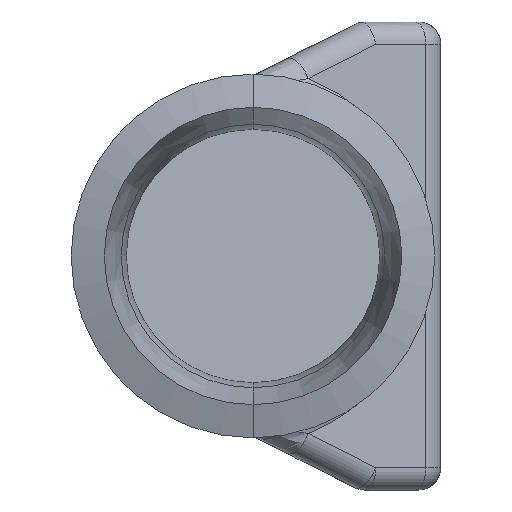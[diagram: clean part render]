
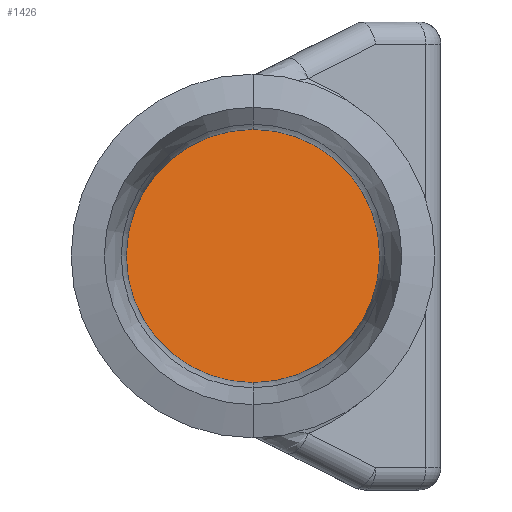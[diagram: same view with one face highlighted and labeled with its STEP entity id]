
A CAD part, left-side view. The second image highlights one B-rep face of the part: STEP entity #1426.
In plain terms, the highlighted planar face has unit normal (-0.866, -0.5, 0).
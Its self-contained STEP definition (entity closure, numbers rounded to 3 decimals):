
#26 = CARTESIAN_POINT ( 'NONE',  ( 26.919, 8.5, 4.25 ) ) ;
#74 = EDGE_LOOP ( 'NONE', ( #281, #292 ) ) ;
#128 = CARTESIAN_POINT ( 'NONE',  ( 31.826, 0., 4.25 ) ) ;
#243 = EDGE_CURVE ( 'NONE', #1366, #841, #500, .T. ) ;
#281 = ORIENTED_EDGE ( 'NONE', *, *, #1284, .T. ) ;
#292 = ORIENTED_EDGE ( 'NONE', *, *, #243, .T. ) ;
#375 = DIRECTION ( 'NONE',  ( -0.866, -0.5, 0. ) ) ;
#403 = FACE_OUTER_BOUND ( 'NONE', #74, .T. ) ;
#423 = CARTESIAN_POINT ( 'NONE',  ( 31.826, 0., -4.25 ) ) ;
#500 =( BOUNDED_CURVE ( )  B_SPLINE_CURVE ( 3, ( #1846, #1705, #1001, #128 ),
 .UNSPECIFIED., .F., .T. ) 
 B_SPLINE_CURVE_WITH_KNOTS ( ( 4, 4 ),
 ( 1.571, 4.712 ),
 .UNSPECIFIED. ) 
 CURVE ( )  GEOMETRIC_REPRESENTATION_ITEM ( )  RATIONAL_B_SPLINE_CURVE ( ( 1., 0.333, 0.333, 1. ) ) 
 REPRESENTATION_ITEM ( '' )  );
#826 = DIRECTION ( 'NONE',  ( 0.5, -0.866, 0. ) ) ;
#841 = VERTEX_POINT ( 'NONE', #1094 ) ;
#844 = AXIS2_PLACEMENT_3D ( 'NONE', #1700, #375, #826 ) ;
#880 = CARTESIAN_POINT ( 'NONE',  ( 26.919, 8.5, -4.25 ) ) ;
#1001 = CARTESIAN_POINT ( 'NONE',  ( 36.734, -8.5, 4.25 ) ) ;
#1094 = CARTESIAN_POINT ( 'NONE',  ( 31.826, 0., 4.25 ) ) ;
#1154 =( BOUNDED_CURVE ( )  B_SPLINE_CURVE ( 3, ( #1864, #26, #880, #423 ),
 .UNSPECIFIED., .F., .T. ) 
 B_SPLINE_CURVE_WITH_KNOTS ( ( 4, 4 ),
 ( 4.712, 7.854 ),
 .UNSPECIFIED. ) 
 CURVE ( )  GEOMETRIC_REPRESENTATION_ITEM ( )  RATIONAL_B_SPLINE_CURVE ( ( 1., 0.333, 0.333, 1. ) ) 
 REPRESENTATION_ITEM ( '' )  );
#1284 = EDGE_CURVE ( 'NONE', #841, #1366, #1154, .T. ) ;
#1366 = VERTEX_POINT ( 'NONE', #1732 ) ;
#1426 = ADVANCED_FACE ( 'NONE', ( #403 ), #1861, .T. ) ;
#1700 = CARTESIAN_POINT ( 'NONE',  ( 35.464, -6.3, -21.877 ) ) ;
#1705 = CARTESIAN_POINT ( 'NONE',  ( 36.734, -8.5, -4.25 ) ) ;
#1732 = CARTESIAN_POINT ( 'NONE',  ( 31.826, 0., -4.25 ) ) ;
#1846 = CARTESIAN_POINT ( 'NONE',  ( 31.826, 0., -4.25 ) ) ;
#1861 = PLANE ( 'NONE',  #844 ) ;
#1864 = CARTESIAN_POINT ( 'NONE',  ( 31.826, 0., 4.25 ) ) ;
